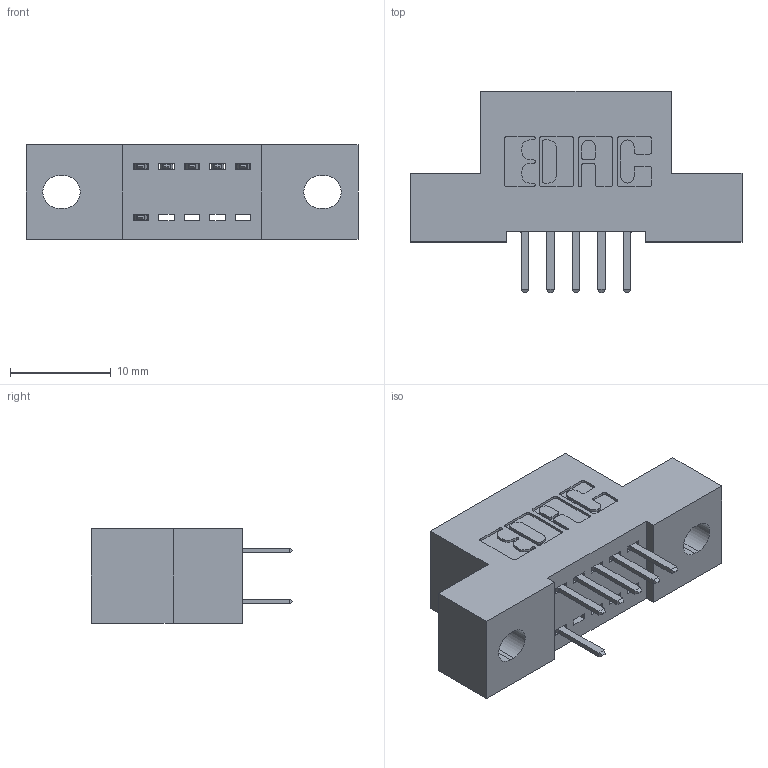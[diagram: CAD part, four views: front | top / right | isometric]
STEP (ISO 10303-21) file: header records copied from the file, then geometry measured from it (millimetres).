
FILE_DESCRIPTION (( 'STEP AP203' ), '1' );
FILE_NAME ('392-010-520-202.STEP', '2018-08-14T20:05:30', ( '' ), ( '' ), 'SwSTEP 2.0', 'SolidWorks 2016', '' );
FILE_SCHEMA (( 'CONFIG_CONTROL_DESIGN' ));
Length unit declared in the file: inch
Products named in the file (3): 342 Part_.128 Slot; 345-292-001_345-293-120; 392-010-520-202
Assembly tree (7 placements, depth 2):
  392-010-520-202
    342 Part_.128 Slot
    345-292-001_345-293-120  x6
Bounding box: 33.02 x 20.02 x 9.4 mm (x, y, z)
Volume: 2700.9 mm3; surface area: 3039.1 mm2
Topology: 7 solids, 7 shells, 474 faces, 1373 edges, 898 vertices
Faces by surface type: plane 322, cylinder 152
Entity records: 7991 total; most frequent: CARTESIAN_POINT 1398, ORIENTED_EDGE 1326, DIRECTION 1243, EDGE_CURVE 663, LINE 531, VECTOR 531, VERTEX_POINT 438, AXIS2_PLACEMENT_3D 356
